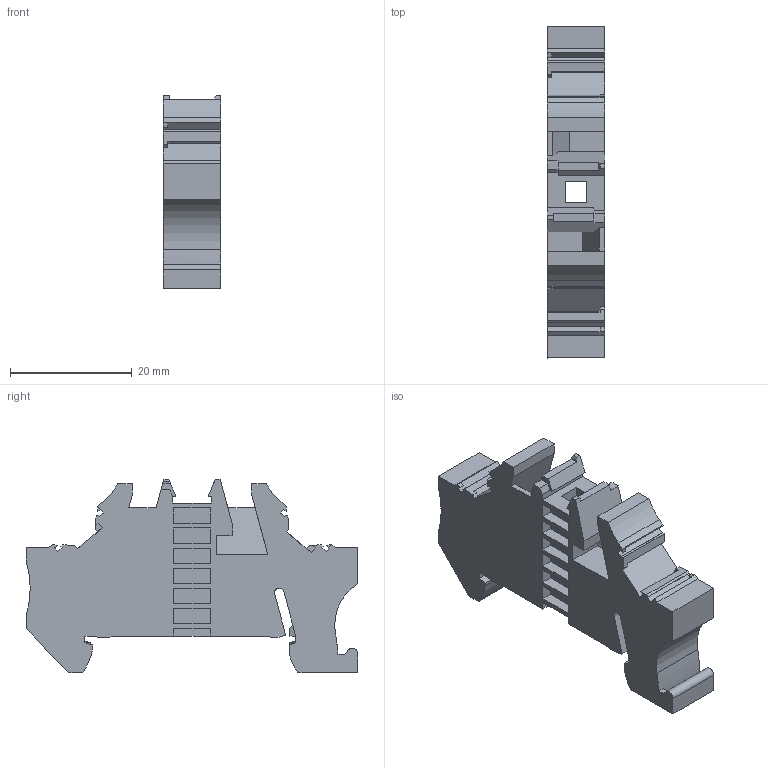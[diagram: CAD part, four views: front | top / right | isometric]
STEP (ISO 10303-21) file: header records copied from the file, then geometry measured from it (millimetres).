
FILE_DESCRIPTION(('Creo Elements/Direct Modeling STEP Export'),'2;1');
FILE_NAME('model.stp','2020-11-30T 7:57:09',(''),(''),'Creo Elements/Direct Modeling STEP processor for AP214 (Solid Model)','Creo Elements/Direct Modeling 20.1A 29-Sep-2018 (C) Parametric Technology GmbH','');
FILE_SCHEMA(('AUTOMOTIVE_DESIGN { 1 0 10303 214 1 1 1 1 }'));
Length unit declared in the file: millimetre
Products named in the file (2): CLIPFIX_35-Select
Assembly tree (1 placements, depth 2):
  CLIPFIX_35-Select
    CLIPFIX_35-Select
Bounding box: 9.5 x 54.6 x 31.8 mm (x, y, z)
Volume: 9242.1 mm3; surface area: 5385 mm2
Topology: 1 solids, 1 shells, 222 faces, 622 edges, 414 vertices
Faces by surface type: plane 212, cylinder 10
Entity records: 8799 total; most frequent: CARTESIAN_POINT 1251, ORIENTED_EDGE 1244, DIRECTION 1081, EDGE_CURVE 622, VECTOR 593, LINE 593, VERTEX_POINT 414, AXIS2_PLACEMENT_3D 244
